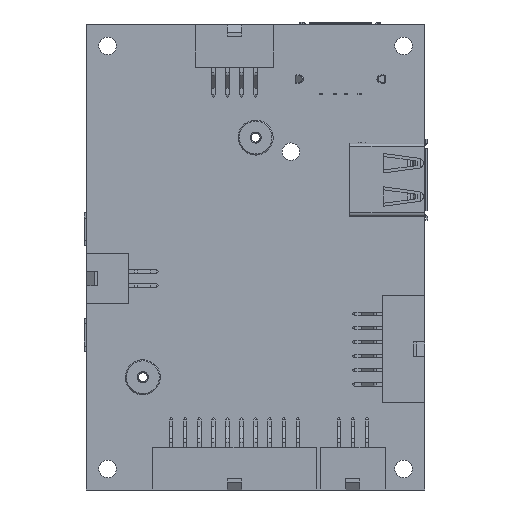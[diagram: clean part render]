
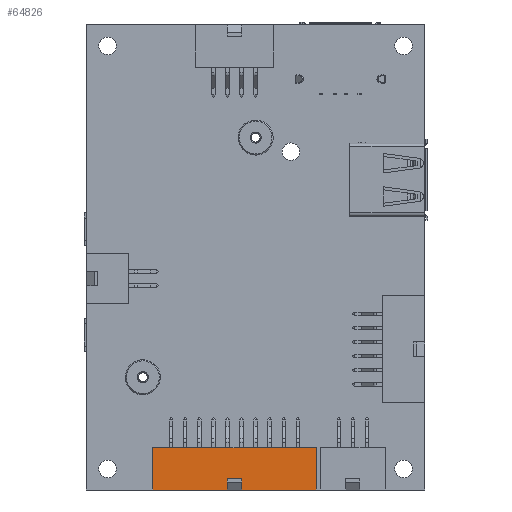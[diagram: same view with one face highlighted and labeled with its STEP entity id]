
A CAD part, front view. The second image highlights one B-rep face of the part: STEP entity #64826.
In plain terms, the highlighted face is planar.
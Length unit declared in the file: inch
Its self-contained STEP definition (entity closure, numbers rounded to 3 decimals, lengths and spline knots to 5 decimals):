
#14648 = PLANE ( 'NONE',  #15993 ) ;
#14650 = CARTESIAN_POINT ( 'NONE',  ( -0.58, 0.22, -0.3 ) ) ;
#14656 = DIRECTION ( 'NONE',  ( 0., 1., 0. ) ) ;
#14657 = DIRECTION ( 'NONE',  ( -1., 0., 0. ) ) ;
#15993 = AXIS2_PLACEMENT_3D ( 'NONE', #14650, #14656, #14657 ) ;
#18949 = FACE_OUTER_BOUND ( 'NONE', #118237, .T. ) ;
#57141 = VERTEX_POINT ( 'NONE', #82554 ) ;
#57403 = VERTEX_POINT ( 'NONE', #82648 ) ;
#57447 = VERTEX_POINT ( 'NONE', #82663 ) ;
#57496 = VERTEX_POINT ( 'NONE', #82682 ) ;
#57909 = VERTEX_POINT ( 'NONE', #82825 ) ;
#58196 = VERTEX_POINT ( 'NONE', #82878 ) ;
#58301 = VERTEX_POINT ( 'NONE', #82900 ) ;
#58518 = VERTEX_POINT ( 'NONE', #82942 ) ;
#58972 = LINE ( 'NONE', #59900, #58979 ) ;
#58976 = LINE ( 'NONE', #59909, #58987 ) ;
#58978 = LINE ( 'NONE', #59916, #58981 ) ;
#58979 = VECTOR ( 'NONE', #59915, 39.37008 ) ;
#58980 = LINE ( 'NONE', #59918, #58983 ) ;
#58981 = VECTOR ( 'NONE', #59917, 39.37008 ) ;
#58982 = LINE ( 'NONE', #59920, #58985 ) ;
#58983 = VECTOR ( 'NONE', #59919, 39.37008 ) ;
#58984 = LINE ( 'NONE', #59913, #58991 ) ;
#58985 = VECTOR ( 'NONE', #59922, 39.37008 ) ;
#58987 = VECTOR ( 'NONE', #59923, 39.37008 ) ;
#58988 = LINE ( 'NONE', #59921, #58999 ) ;
#58991 = VECTOR ( 'NONE', #59927, 39.37008 ) ;
#58992 = LINE ( 'NONE', #59930, #58995 ) ;
#58995 = VECTOR ( 'NONE', #59931, 39.37008 ) ;
#58999 = VECTOR ( 'NONE', #59935, 39.37008 ) ;
#59900 = CARTESIAN_POINT ( 'NONE',  ( 0.05, 0.22, -0.07079 ) ) ;
#59909 = CARTESIAN_POINT ( 'NONE',  ( -0.58, 0.22, 0. ) ) ;
#59913 = CARTESIAN_POINT ( 'NONE',  ( 0.58, 0.22, -0.3 ) ) ;
#59915 = DIRECTION ( 'NONE',  ( -1., 0., 0. ) ) ;
#59916 = CARTESIAN_POINT ( 'NONE',  ( -0.58, 0.22, 0. ) ) ;
#59917 = DIRECTION ( 'NONE',  ( -1., 0., 0. ) ) ;
#59918 = CARTESIAN_POINT ( 'NONE',  ( 0.05, 0.22, -0.07079 ) ) ;
#59919 = DIRECTION ( 'NONE',  ( 0., 0., -1. ) ) ;
#59920 = CARTESIAN_POINT ( 'NONE',  ( -0.05, 0.22, -0.07079 ) ) ;
#59921 = CARTESIAN_POINT ( 'NONE',  ( -0.58, 0.22, -0.3 ) ) ;
#59922 = DIRECTION ( 'NONE',  ( 0., 0., -1. ) ) ;
#59923 = DIRECTION ( 'NONE',  ( -1., 0., 0. ) ) ;
#59927 = DIRECTION ( 'NONE',  ( 0., 0., 1. ) ) ;
#59930 = CARTESIAN_POINT ( 'NONE',  ( -0.58, 0.22, -0.3 ) ) ;
#59931 = DIRECTION ( 'NONE',  ( -1., 0., 0. ) ) ;
#59935 = DIRECTION ( 'NONE',  ( 0., 0., 1. ) ) ;
#64826 = ADVANCED_FACE ( 'NONE', ( #18949 ), #14648, .T. ) ;
#79998 = ORIENTED_EDGE ( 'NONE', *, *, #124688, .F. ) ;
#80029 = ORIENTED_EDGE ( 'NONE', *, *, #124704, .T. ) ;
#80060 = ORIENTED_EDGE ( 'NONE', *, *, #124708, .T. ) ;
#80066 = ORIENTED_EDGE ( 'NONE', *, *, #124698, .F. ) ;
#80124 = ORIENTED_EDGE ( 'NONE', *, *, #124690, .F. ) ;
#80155 = ORIENTED_EDGE ( 'NONE', *, *, #124693, .F. ) ;
#80177 = ORIENTED_EDGE ( 'NONE', *, *, #124691, .T. ) ;
#80202 = ORIENTED_EDGE ( 'NONE', *, *, #124689, .F. ) ;
#82554 = CARTESIAN_POINT ( 'NONE',  ( -0.05, 0.22, 0. ) ) ;
#82648 = CARTESIAN_POINT ( 'NONE',  ( -0.58, 0.22, -0.3 ) ) ;
#82663 = CARTESIAN_POINT ( 'NONE',  ( 0.58, 0.22, -0.3 ) ) ;
#82682 = CARTESIAN_POINT ( 'NONE',  ( 0.58, 0.22, 0. ) ) ;
#82825 = CARTESIAN_POINT ( 'NONE',  ( 0.05, 0.22, 0. ) ) ;
#82878 = CARTESIAN_POINT ( 'NONE',  ( -0.05, 0.22, -0.07079 ) ) ;
#82900 = CARTESIAN_POINT ( 'NONE',  ( 0.05, 0.22, -0.07079 ) ) ;
#82942 = CARTESIAN_POINT ( 'NONE',  ( -0.58, 0.22, 0. ) ) ;
#118237 = EDGE_LOOP ( 'NONE', ( #80202, #80177, #79998, #80124, #80155, #80066, #80029, #80060 ) ) ;
#124688 = EDGE_CURVE ( 'NONE', #58301, #58196, #58972, .T. ) ;
#124689 = EDGE_CURVE ( 'NONE', #57141, #58518, #58978, .T. ) ;
#124690 = EDGE_CURVE ( 'NONE', #57909, #58301, #58980, .T. ) ;
#124691 = EDGE_CURVE ( 'NONE', #57141, #58196, #58982, .T. ) ;
#124693 = EDGE_CURVE ( 'NONE', #57496, #57909, #58976, .T. ) ;
#124698 = EDGE_CURVE ( 'NONE', #57447, #57496, #58984, .T. ) ;
#124704 = EDGE_CURVE ( 'NONE', #57447, #57403, #58992, .T. ) ;
#124708 = EDGE_CURVE ( 'NONE', #57403, #58518, #58988, .T. ) ;
